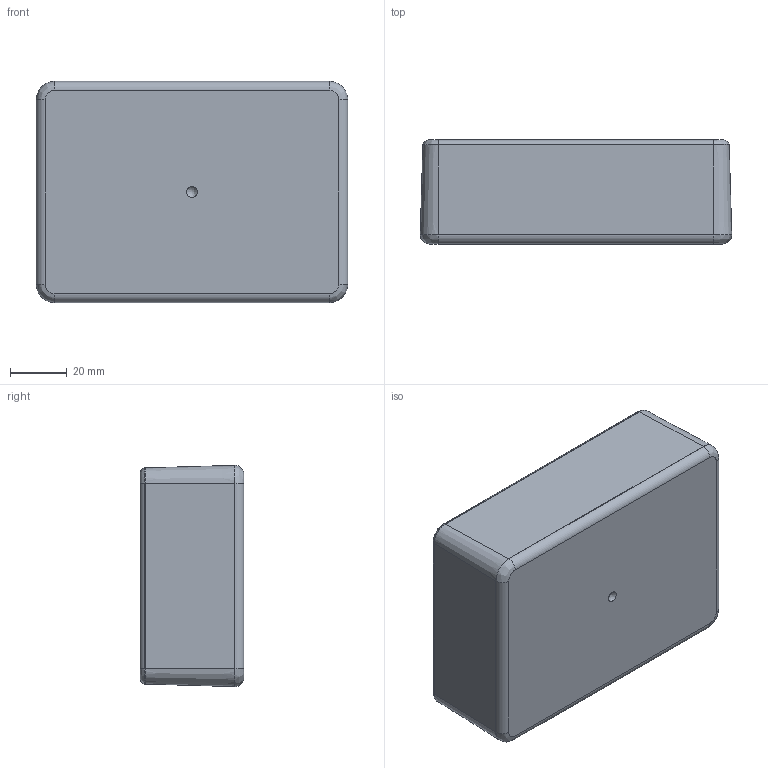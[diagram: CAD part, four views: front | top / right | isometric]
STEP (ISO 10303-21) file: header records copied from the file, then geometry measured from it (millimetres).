
FILE_DESCRIPTION (( 'STEP AP214' ), '1' );
FILE_NAME ('CU-388.STEP', '2011-02-15T17:43:34', ( '' ), ( '' ), 'SwSTEP 2.0', 'SolidWorks 2010', '' );
FILE_SCHEMA (( 'AUTOMOTIVE_DESIGN' ));
Length unit declared in the file: inch
Products named in the file (4): 388-B; 388-C; 387-SCR; CU-388
Assembly tree (6 placements, depth 2):
  CU-388
    387-SCR  x4
    388-B
    388-C
Bounding box: 109.98 x 36.68 x 78.12 mm (x, y, z)
Volume: 64774.3 mm3; surface area: 62653 mm2
Topology: 6 solids, 6 shells, 446 faces, 1184 edges, 773 vertices
Faces by surface type: cylinder 212, plane 119, cone 72, bspline 43
Entity records: 13303 total; most frequent: CARTESIAN_POINT 4462, ORIENTED_EDGE 1206, DIRECTION 1126, EDGE_CURVE 603, AXIS2_PLACEMENT_3D 446, VERTEX_POINT 389, EDGE_LOOP 272, DIMENSIONAL_EXPONENTS 252
